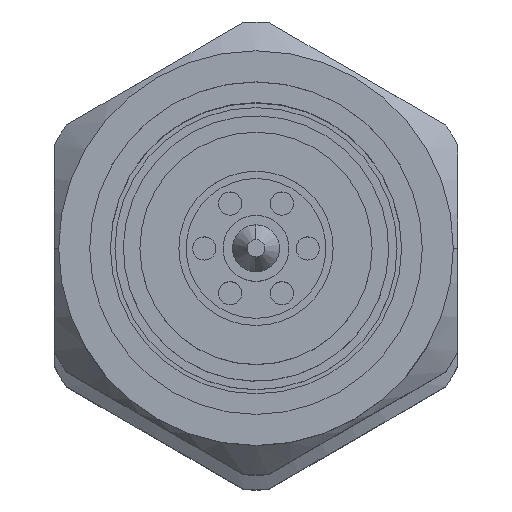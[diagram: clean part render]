
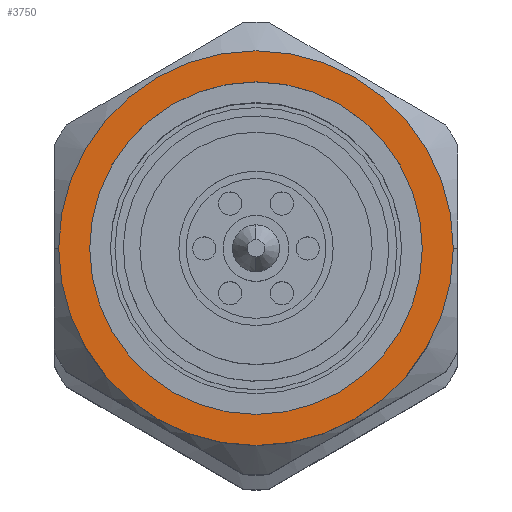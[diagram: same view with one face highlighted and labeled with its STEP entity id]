
A CAD part, top view. The second image highlights one B-rep face of the part: STEP entity #3750.
In plain terms, the highlighted face is planar.
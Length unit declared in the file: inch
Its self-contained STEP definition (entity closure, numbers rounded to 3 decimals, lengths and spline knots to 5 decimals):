
#36 = CARTESIAN_POINT ( 'NONE',  ( -0.11, -0.1525, 0. ) ) ;
#44 = VERTEX_POINT ( 'NONE', #745 ) ;
#209 = CARTESIAN_POINT ( 'NONE',  ( -0.11, -0.1285, 0. ) ) ;
#241 = EDGE_CURVE ( 'NONE', #3140, #2627, #847, .T. ) ;
#324 = CARTESIAN_POINT ( 'NONE',  ( -0.11, 0., 0. ) ) ;
#591 = EDGE_CURVE ( 'NONE', #2627, #3140, #4335, .T. ) ;
#632 = CIRCLE ( 'NONE', #2263, 0.1525 ) ;
#696 = VERTEX_POINT ( 'NONE', #36 ) ;
#745 = CARTESIAN_POINT ( 'NONE',  ( -0.11, 0.1525, 0. ) ) ;
#847 = CIRCLE ( 'NONE', #1512, 0.1285 ) ;
#850 = AXIS2_PLACEMENT_3D ( 'NONE', #1436, #2140, #1841 ) ;
#1133 = CARTESIAN_POINT ( 'NONE',  ( -0.11, 0.1285, 0. ) ) ;
#1196 = CARTESIAN_POINT ( 'NONE',  ( -0.11, 0., 0. ) ) ;
#1381 = DIRECTION ( 'NONE',  ( 0., 1., 0. ) ) ;
#1436 = CARTESIAN_POINT ( 'NONE',  ( -0.11, 0., 0. ) ) ;
#1512 = AXIS2_PLACEMENT_3D ( 'NONE', #2655, #2305, #4071 ) ;
#1760 = FACE_BOUND ( 'NONE', #3731, .T. ) ;
#1841 = DIRECTION ( 'NONE',  ( 0., 1., 0. ) ) ;
#1898 = AXIS2_PLACEMENT_3D ( 'NONE', #2408, #3439, #1381 ) ;
#2140 = DIRECTION ( 'NONE',  ( 1., 0., 0. ) ) ;
#2201 = EDGE_LOOP ( 'NONE', ( #3789, #2716 ) ) ;
#2245 = CIRCLE ( 'NONE', #3200, 0.1525 ) ;
#2263 = AXIS2_PLACEMENT_3D ( 'NONE', #1196, #4015, #2645 ) ;
#2305 = DIRECTION ( 'NONE',  ( -1., 0., 0. ) ) ;
#2408 = CARTESIAN_POINT ( 'NONE',  ( -0.11, 0., 0. ) ) ;
#2627 = VERTEX_POINT ( 'NONE', #209 ) ;
#2645 = DIRECTION ( 'NONE',  ( 0., 1., 0. ) ) ;
#2655 = CARTESIAN_POINT ( 'NONE',  ( -0.11, 0., 0. ) ) ;
#2716 = ORIENTED_EDGE ( 'NONE', *, *, #3610, .T. ) ;
#2720 = EDGE_CURVE ( 'NONE', #44, #696, #2245, .T. ) ;
#2810 = DIRECTION ( 'NONE',  ( -1., 0., 0. ) ) ;
#2901 = PLANE ( 'NONE',  #850 ) ;
#3066 = ORIENTED_EDGE ( 'NONE', *, *, #591, .F. ) ;
#3140 = VERTEX_POINT ( 'NONE', #1133 ) ;
#3148 = ORIENTED_EDGE ( 'NONE', *, *, #241, .F. ) ;
#3200 = AXIS2_PLACEMENT_3D ( 'NONE', #324, #2810, #4580 ) ;
#3439 = DIRECTION ( 'NONE',  ( -1., 0., 0. ) ) ;
#3610 = EDGE_CURVE ( 'NONE', #696, #44, #632, .T. ) ;
#3731 = EDGE_LOOP ( 'NONE', ( #3148, #3066 ) ) ;
#3750 = ADVANCED_FACE ( 'NONE', ( #1760, #4591 ), #2901, .F. ) ;
#3789 = ORIENTED_EDGE ( 'NONE', *, *, #2720, .T. ) ;
#4015 = DIRECTION ( 'NONE',  ( -1., 0., 0. ) ) ;
#4071 = DIRECTION ( 'NONE',  ( 0., 1., 0. ) ) ;
#4335 = CIRCLE ( 'NONE', #1898, 0.1285 ) ;
#4580 = DIRECTION ( 'NONE',  ( 0., 1., 0. ) ) ;
#4591 = FACE_OUTER_BOUND ( 'NONE', #2201, .T. ) ;
